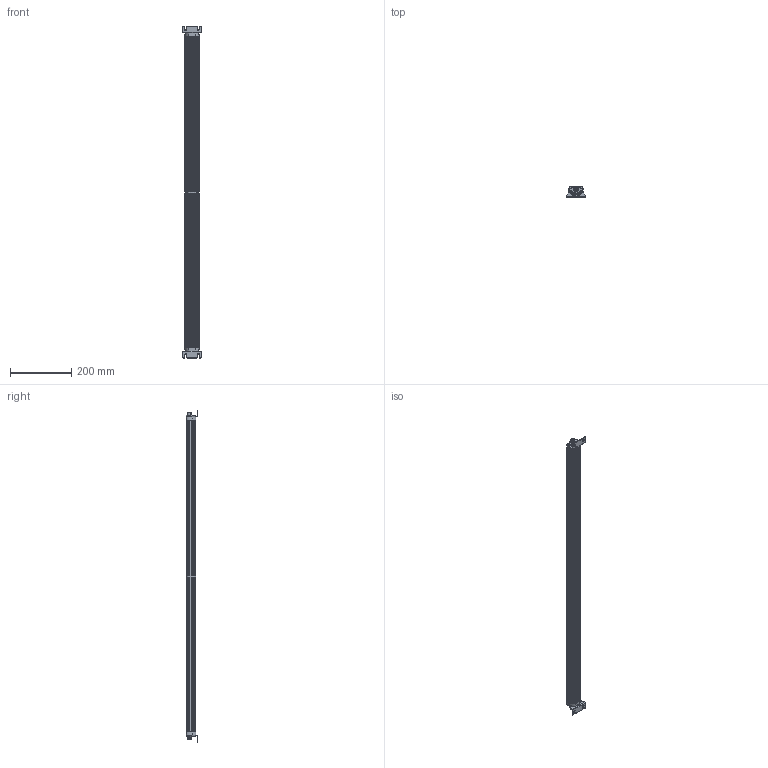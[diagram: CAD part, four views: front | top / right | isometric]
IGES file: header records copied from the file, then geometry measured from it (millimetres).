
Global section: file name: MB-R-1040-B5-K5; native system: Autodesk Inventor 2024; preprocessor: unknown; author: S. Sandt; organization: di-soric GmbH & Co. KG; date: 20240705.100155; units: millimetre
Bounding box: 60 x 37.3 x 1085.01 mm (x, y, z)
Volume: 1164091.9 mm3; surface area: 300391.3 mm2
Topology: 18 solids, 28 shells, 761 faces, 1952 edges, 1282 vertices
Faces by surface type: bspline 761
